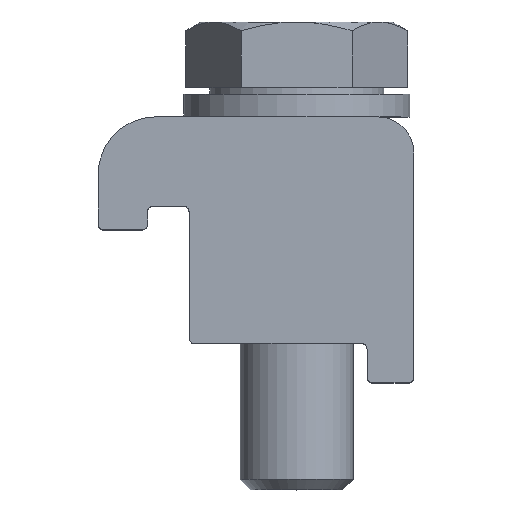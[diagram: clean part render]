
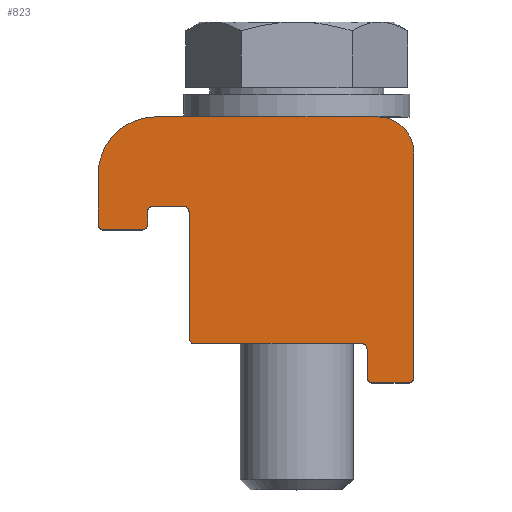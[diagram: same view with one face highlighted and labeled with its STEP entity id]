
A CAD part, top view. The second image highlights one B-rep face of the part: STEP entity #823.
In plain terms, the highlighted planar face has unit normal (0, 0, 1).
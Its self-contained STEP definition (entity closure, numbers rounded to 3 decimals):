
#72=PLANE('',#971);
#107=FACE_OUTER_BOUND('',#157,.T.);
#157=EDGE_LOOP('',(#657,#658,#659,#660,#661,#662,#663,#664,#665,#666,#667,
#668,#669,#670,#671,#672,#673,#674,#675,#676));
#199=LINE('',#1338,#259);
#204=LINE('',#1349,#264);
#208=LINE('',#1359,#268);
#210=LINE('',#1367,#270);
#213=LINE('',#1377,#273);
#216=LINE('',#1385,#276);
#219=LINE('',#1394,#279);
#224=LINE('',#1407,#284);
#226=LINE('',#1415,#286);
#227=LINE('',#1417,#287);
#259=VECTOR('',#1069,10.);
#264=VECTOR('',#1080,10.);
#268=VECTOR('',#1090,10.);
#270=VECTOR('',#1102,10.);
#273=VECTOR('',#1113,10.);
#276=VECTOR('',#1122,10.);
#279=VECTOR('',#1131,10.);
#284=VECTOR('',#1146,10.);
#286=VECTOR('',#1156,10.);
#287=VECTOR('',#1159,10.);
#307=CIRCLE('',#927,0.5);
#318=CIRCLE('',#941,0.5);
#319=CIRCLE('',#944,0.5);
#320=CIRCLE('',#947,0.5);
#321=CIRCLE('',#949,0.5);
#323=CIRCLE('',#953,0.5);
#324=CIRCLE('',#956,0.5);
#325=CIRCLE('',#959,0.5);
#326=CIRCLE('',#962,5.1);
#327=CIRCLE('',#964,3.2);
#353=VERTEX_POINT('',#1290);
#354=VERTEX_POINT('',#1291);
#375=VERTEX_POINT('',#1337);
#376=VERTEX_POINT('',#1341);
#377=VERTEX_POINT('',#1343);
#378=VERTEX_POINT('',#1347);
#379=VERTEX_POINT('',#1351);
#380=VERTEX_POINT('',#1353);
#381=VERTEX_POINT('',#1357);
#382=VERTEX_POINT('',#1363);
#384=VERTEX_POINT('',#1371);
#385=VERTEX_POINT('',#1373);
#386=VERTEX_POINT('',#1379);
#387=VERTEX_POINT('',#1380);
#388=VERTEX_POINT('',#1387);
#389=VERTEX_POINT('',#1388);
#390=VERTEX_POINT('',#1393);
#391=VERTEX_POINT('',#1397);
#392=VERTEX_POINT('',#1401);
#393=VERTEX_POINT('',#1402);
#431=EDGE_CURVE('',#353,#354,#307,.T.);
#454=EDGE_CURVE('',#375,#354,#199,.T.);
#457=EDGE_CURVE('',#376,#377,#318,.T.);
#460=EDGE_CURVE('',#376,#378,#204,.T.);
#462=EDGE_CURVE('',#379,#380,#319,.T.);
#465=EDGE_CURVE('',#379,#381,#208,.T.);
#466=EDGE_CURVE('',#375,#378,#320,.T.);
#467=EDGE_CURVE('',#382,#381,#321,.T.);
#469=EDGE_CURVE('',#382,#377,#210,.T.);
#472=EDGE_CURVE('',#384,#385,#323,.T.);
#474=EDGE_CURVE('',#384,#380,#213,.T.);
#475=EDGE_CURVE('',#386,#387,#324,.T.);
#478=EDGE_CURVE('',#386,#385,#216,.T.);
#479=EDGE_CURVE('',#388,#389,#325,.T.);
#482=EDGE_CURVE('',#390,#389,#219,.T.);
#484=EDGE_CURVE('',#390,#391,#326,.T.);
#486=EDGE_CURVE('',#392,#393,#327,.T.);
#489=EDGE_CURVE('',#353,#393,#224,.T.);
#493=EDGE_CURVE('',#388,#387,#226,.T.);
#494=EDGE_CURVE('',#392,#391,#227,.T.);
#657=ORIENTED_EDGE('',*,*,#431,.F.);
#658=ORIENTED_EDGE('',*,*,#489,.T.);
#659=ORIENTED_EDGE('',*,*,#486,.F.);
#660=ORIENTED_EDGE('',*,*,#494,.T.);
#661=ORIENTED_EDGE('',*,*,#484,.F.);
#662=ORIENTED_EDGE('',*,*,#482,.T.);
#663=ORIENTED_EDGE('',*,*,#479,.F.);
#664=ORIENTED_EDGE('',*,*,#493,.T.);
#665=ORIENTED_EDGE('',*,*,#475,.F.);
#666=ORIENTED_EDGE('',*,*,#478,.T.);
#667=ORIENTED_EDGE('',*,*,#472,.F.);
#668=ORIENTED_EDGE('',*,*,#474,.T.);
#669=ORIENTED_EDGE('',*,*,#462,.F.);
#670=ORIENTED_EDGE('',*,*,#465,.T.);
#671=ORIENTED_EDGE('',*,*,#467,.F.);
#672=ORIENTED_EDGE('',*,*,#469,.T.);
#673=ORIENTED_EDGE('',*,*,#457,.F.);
#674=ORIENTED_EDGE('',*,*,#460,.T.);
#675=ORIENTED_EDGE('',*,*,#466,.F.);
#676=ORIENTED_EDGE('',*,*,#454,.T.);
#823=ADVANCED_FACE('',(#107),#72,.T.);
#927=AXIS2_PLACEMENT_3D('',#1292,#1031,#1032);
#941=AXIS2_PLACEMENT_3D('',#1344,#1074,#1075);
#944=AXIS2_PLACEMENT_3D('',#1354,#1084,#1085);
#947=AXIS2_PLACEMENT_3D('',#1361,#1093,#1094);
#949=AXIS2_PLACEMENT_3D('',#1364,#1097,#1098);
#953=AXIS2_PLACEMENT_3D('',#1374,#1108,#1109);
#956=AXIS2_PLACEMENT_3D('',#1381,#1116,#1117);
#959=AXIS2_PLACEMENT_3D('',#1389,#1125,#1126);
#962=AXIS2_PLACEMENT_3D('',#1398,#1135,#1136);
#964=AXIS2_PLACEMENT_3D('',#1403,#1140,#1141);
#971=AXIS2_PLACEMENT_3D('',#1418,#1160,#1161);
#1031=DIRECTION('center_axis',(0.,0.,-1.));
#1032=DIRECTION('ref_axis',(0.707,-0.707,0.));
#1069=DIRECTION('',(1.,0.,0.));
#1074=DIRECTION('center_axis',(0.,0.,1.));
#1075=DIRECTION('ref_axis',(0.707,0.707,0.));
#1080=DIRECTION('',(0.,-1.,0.));
#1084=DIRECTION('center_axis',(0.,0.,1.));
#1085=DIRECTION('ref_axis',(0.707,0.707,0.));
#1090=DIRECTION('',(0.,-1.,0.));
#1093=DIRECTION('center_axis',(0.,0.,-1.));
#1094=DIRECTION('ref_axis',(-0.707,-0.707,0.));
#1097=DIRECTION('center_axis',(0.,0.,-1.));
#1098=DIRECTION('ref_axis',(-0.707,-0.707,0.));
#1102=DIRECTION('',(1.,0.,0.));
#1108=DIRECTION('center_axis',(0.,0.,1.));
#1109=DIRECTION('ref_axis',(-0.707,0.707,0.));
#1113=DIRECTION('',(1.,0.,0.));
#1116=DIRECTION('center_axis',(0.,0.,-1.));
#1117=DIRECTION('ref_axis',(0.707,-0.707,0.));
#1122=DIRECTION('',(0.,1.,0.));
#1125=DIRECTION('center_axis',(0.,0.,-1.));
#1126=DIRECTION('ref_axis',(-0.707,-0.707,0.));
#1131=DIRECTION('',(0.,-1.,0.));
#1135=DIRECTION('center_axis',(0.,0.,-1.));
#1136=DIRECTION('ref_axis',(-0.707,0.707,0.));
#1140=DIRECTION('center_axis',(0.,0.,-1.));
#1141=DIRECTION('ref_axis',(0.707,0.707,0.));
#1146=DIRECTION('',(0.,1.,0.));
#1156=DIRECTION('',(1.,0.,0.));
#1159=DIRECTION('',(-1.,0.,0.));
#1160=DIRECTION('center_axis',(0.,0.,1.));
#1161=DIRECTION('ref_axis',(1.,0.,0.));
#1290=CARTESIAN_POINT('',(0.,0.5,19.1));
#1291=CARTESIAN_POINT('',(-0.5,0.,19.1));
#1292=CARTESIAN_POINT('Origin',(-0.5,0.5,19.1));
#1337=CARTESIAN_POINT('',(-3.64,0.,19.1));
#1338=CARTESIAN_POINT('',(-4.14,0.,19.1));
#1341=CARTESIAN_POINT('',(-4.14,2.99,19.1));
#1343=CARTESIAN_POINT('',(-4.64,3.49,19.1));
#1344=CARTESIAN_POINT('Origin',(-4.64,2.99,19.1));
#1347=CARTESIAN_POINT('',(-4.14,0.5,19.1));
#1349=CARTESIAN_POINT('',(-4.14,3.49,19.1));
#1351=CARTESIAN_POINT('',(-19.9,15.15,19.1));
#1353=CARTESIAN_POINT('',(-20.4,15.65,19.1));
#1354=CARTESIAN_POINT('Origin',(-20.4,15.15,19.1));
#1357=CARTESIAN_POINT('',(-19.9,3.99,19.1));
#1359=CARTESIAN_POINT('',(-19.9,15.65,19.1));
#1361=CARTESIAN_POINT('Origin',(-3.64,0.5,19.1));
#1363=CARTESIAN_POINT('',(-19.4,3.49,19.1));
#1364=CARTESIAN_POINT('Origin',(-19.4,3.99,19.1));
#1367=CARTESIAN_POINT('',(-19.9,3.49,19.1));
#1371=CARTESIAN_POINT('',(-23.07,15.65,19.1));
#1373=CARTESIAN_POINT('',(-23.57,15.15,19.1));
#1374=CARTESIAN_POINT('Origin',(-23.07,15.15,19.1));
#1377=CARTESIAN_POINT('',(-23.57,15.65,19.1));
#1379=CARTESIAN_POINT('',(-23.57,14.04,19.1));
#1380=CARTESIAN_POINT('',(-24.07,13.54,19.1));
#1381=CARTESIAN_POINT('Origin',(-24.07,14.04,19.1));
#1385=CARTESIAN_POINT('',(-23.57,13.54,19.1));
#1387=CARTESIAN_POINT('',(-27.44,13.54,19.1));
#1388=CARTESIAN_POINT('',(-27.94,14.04,19.1));
#1389=CARTESIAN_POINT('Origin',(-27.44,14.04,19.1));
#1393=CARTESIAN_POINT('',(-27.94,18.44,19.1));
#1394=CARTESIAN_POINT('',(-27.94,23.54,19.1));
#1397=CARTESIAN_POINT('',(-22.84,23.54,19.1));
#1398=CARTESIAN_POINT('Origin',(-22.84,18.44,19.1));
#1401=CARTESIAN_POINT('',(-3.2,23.54,19.1));
#1402=CARTESIAN_POINT('',(0.,20.34,19.1));
#1403=CARTESIAN_POINT('Origin',(-3.2,20.34,19.1));
#1407=CARTESIAN_POINT('',(0.,0.,19.1));
#1415=CARTESIAN_POINT('',(-27.94,13.54,19.1));
#1417=CARTESIAN_POINT('',(0.,23.54,19.1));
#1418=CARTESIAN_POINT('Origin',(-12.747,13.482,19.1));
